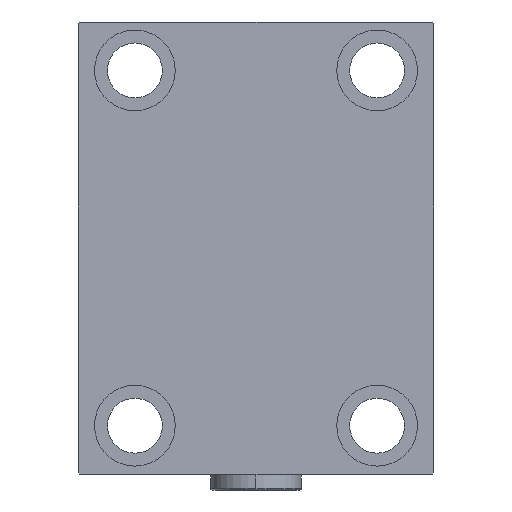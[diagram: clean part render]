
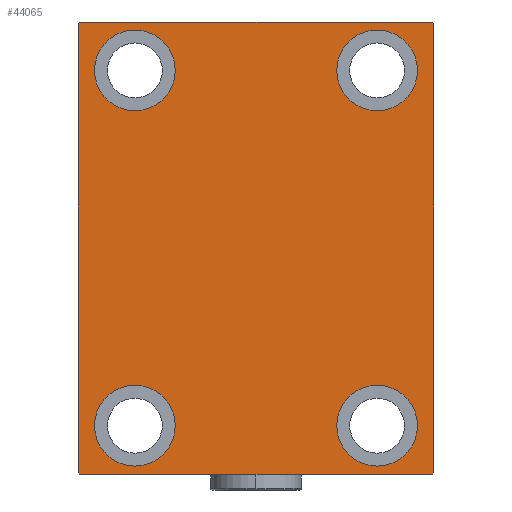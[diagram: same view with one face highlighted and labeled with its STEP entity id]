
A CAD part, left-side view. The second image highlights one B-rep face of the part: STEP entity #44065.
In plain terms, the highlighted face is planar.
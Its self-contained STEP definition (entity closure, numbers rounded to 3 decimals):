
#7 = VERTEX_POINT ( 'NONE', #28741 ) ;
#50 = ORIENTED_EDGE ( 'NONE', *, *, #19953, .T. ) ;
#565 = VECTOR ( 'NONE', #11993, 1000. ) ;
#762 = EDGE_CURVE ( 'NONE', #7, #44436, #22997, .T. ) ;
#1117 = VERTEX_POINT ( 'NONE', #37106 ) ;
#1740 = DIRECTION ( 'NONE',  ( 0., 0., -1. ) ) ;
#1793 = DIRECTION ( 'NONE',  ( 0., 0., 1. ) ) ;
#2434 = FACE_BOUND ( 'NONE', #28998, .T. ) ;
#2869 = VERTEX_POINT ( 'NONE', #28134 ) ;
#2927 = CIRCLE ( 'NONE', #16252, 12.5 ) ;
#3857 = DIRECTION ( 'NONE',  ( 0., 1., 0. ) ) ;
#4633 = EDGE_CURVE ( 'NONE', #21020, #1117, #11077, .T. ) ;
#4647 = EDGE_CURVE ( 'NONE', #1117, #21020, #2927, .T. ) ;
#4692 = VERTEX_POINT ( 'NONE', #11478 ) ;
#4812 = DIRECTION ( 'NONE',  ( 0., 0., 1. ) ) ;
#5019 = DIRECTION ( 'NONE',  ( -1., 0., 0. ) ) ;
#5269 = DIRECTION ( 'NONE',  ( -1., 0., 0. ) ) ;
#5346 = ORIENTED_EDGE ( 'NONE', *, *, #8723, .T. ) ;
#5911 = CARTESIAN_POINT ( 'NONE',  ( 133., 55., 69.5 ) ) ;
#6251 = CARTESIAN_POINT ( 'NONE',  ( 133., -37.5, 42.5 ) ) ;
#6334 = DIRECTION ( 'NONE',  ( -1., 0., 0. ) ) ;
#6639 = DIRECTION ( 'NONE',  ( -1., 0., 0. ) ) ;
#6800 = CARTESIAN_POINT ( 'NONE',  ( 133., 37.5, -42.5 ) ) ;
#7200 = CARTESIAN_POINT ( 'NONE',  ( 133., 55., -69.5 ) ) ;
#7521 = AXIS2_PLACEMENT_3D ( 'NONE', #45097, #28111, #13068 ) ;
#7654 = CARTESIAN_POINT ( 'NONE',  ( 133., -37.5, -67.5 ) ) ;
#7762 = ORIENTED_EDGE ( 'NONE', *, *, #38613, .T. ) ;
#8410 = CARTESIAN_POINT ( 'NONE',  ( 133., -54.5, -70. ) ) ;
#8723 = EDGE_CURVE ( 'NONE', #4692, #45053, #37732, .T. ) ;
#9130 = VECTOR ( 'NONE', #3857, 1000. ) ;
#9211 = CARTESIAN_POINT ( 'NONE',  ( 133., -62.25, 62.25 ) ) ;
#9625 = FACE_OUTER_BOUND ( 'NONE', #10001, .T. ) ;
#10001 = EDGE_LOOP ( 'NONE', ( #26358, #14585, #31887, #45261, #30414, #5346, #21539, #50 ) ) ;
#10415 = CIRCLE ( 'NONE', #40076, 12.5 ) ;
#10511 = AXIS2_PLACEMENT_3D ( 'NONE', #38361, #6334, #27456 ) ;
#10779 = CARTESIAN_POINT ( 'NONE',  ( 133., 37.5, 67.5 ) ) ;
#10908 = DIRECTION ( 'NONE',  ( 0., -1., 0. ) ) ;
#11077 = CIRCLE ( 'NONE', #36253, 12.5 ) ;
#11478 = CARTESIAN_POINT ( 'NONE',  ( 133., 54.5, -70. ) ) ;
#11993 = DIRECTION ( 'NONE',  ( 0., -0.707, 0.707 ) ) ;
#12471 = CARTESIAN_POINT ( 'NONE',  ( 133., 37.5, -67.5 ) ) ;
#13068 = DIRECTION ( 'NONE',  ( 0., 0., 1. ) ) ;
#13189 = EDGE_CURVE ( 'NONE', #22554, #13613, #37992, .T. ) ;
#13382 = VERTEX_POINT ( 'NONE', #5911 ) ;
#13613 = VERTEX_POINT ( 'NONE', #29077 ) ;
#13883 = LINE ( 'NONE', #35016, #35098 ) ;
#14192 = EDGE_CURVE ( 'NONE', #16947, #4692, #17343, .T. ) ;
#14219 = CIRCLE ( 'NONE', #10511, 12.5 ) ;
#14526 = CARTESIAN_POINT ( 'NONE',  ( 133., -55., 70. ) ) ;
#14585 = ORIENTED_EDGE ( 'NONE', *, *, #42118, .T. ) ;
#15464 = LINE ( 'NONE', #29619, #565 ) ;
#15896 = DIRECTION ( 'NONE',  ( 1., 0., 0. ) ) ;
#15914 = DIRECTION ( 'NONE',  ( 0., 0.707, 0.707 ) ) ;
#15930 = LINE ( 'NONE', #9211, #17273 ) ;
#16101 = ORIENTED_EDGE ( 'NONE', *, *, #13189, .T. ) ;
#16252 = AXIS2_PLACEMENT_3D ( 'NONE', #33354, #29639, #18737 ) ;
#16947 = VERTEX_POINT ( 'NONE', #8410 ) ;
#17145 = DIRECTION ( 'NONE',  ( 0., 0.707, -0.707 ) ) ;
#17273 = VECTOR ( 'NONE', #37748, 1000. ) ;
#17343 = LINE ( 'NONE', #45886, #9130 ) ;
#17969 = CARTESIAN_POINT ( 'NONE',  ( 133., 55., -70. ) ) ;
#18520 = ORIENTED_EDGE ( 'NONE', *, *, #35005, .T. ) ;
#18737 = DIRECTION ( 'NONE',  ( 0., 0., 1. ) ) ;
#19193 = DIRECTION ( 'NONE',  ( 0., 0., 1. ) ) ;
#19953 = EDGE_CURVE ( 'NONE', #13382, #7, #15464, .T. ) ;
#19965 = CARTESIAN_POINT ( 'NONE',  ( 133., -55., -69.5 ) ) ;
#20338 = VERTEX_POINT ( 'NONE', #7654 ) ;
#21020 = VERTEX_POINT ( 'NONE', #6251 ) ;
#21539 = ORIENTED_EDGE ( 'NONE', *, *, #22568, .T. ) ;
#22554 = VERTEX_POINT ( 'NONE', #10779 ) ;
#22568 = EDGE_CURVE ( 'NONE', #45053, #13382, #35379, .T. ) ;
#22858 = PLANE ( 'NONE',  #39610 ) ;
#22997 = LINE ( 'NONE', #37162, #45095 ) ;
#23167 = AXIS2_PLACEMENT_3D ( 'NONE', #42627, #6639, #31494 ) ;
#23232 = ORIENTED_EDGE ( 'NONE', *, *, #33517, .T. ) ;
#23819 = ORIENTED_EDGE ( 'NONE', *, *, #4633, .T. ) ;
#24179 = CARTESIAN_POINT ( 'NONE',  ( 133., -54.5, 70. ) ) ;
#25941 = DIRECTION ( 'NONE',  ( -1., 0., 0. ) ) ;
#26264 = ORIENTED_EDGE ( 'NONE', *, *, #45546, .T. ) ;
#26358 = ORIENTED_EDGE ( 'NONE', *, *, #762, .T. ) ;
#26575 = FACE_BOUND ( 'NONE', #29181, .T. ) ;
#26629 = CARTESIAN_POINT ( 'NONE',  ( 133., 37.5, -55. ) ) ;
#27039 = CARTESIAN_POINT ( 'NONE',  ( 133., 0., 0. ) ) ;
#27145 = CARTESIAN_POINT ( 'NONE',  ( 133., -37.5, -55. ) ) ;
#27456 = DIRECTION ( 'NONE',  ( 0., 0., 1. ) ) ;
#28111 = DIRECTION ( 'NONE',  ( -1., 0., 0. ) ) ;
#28134 = CARTESIAN_POINT ( 'NONE',  ( 133., -37.5, -42.5 ) ) ;
#28450 = LINE ( 'NONE', #14526, #33403 ) ;
#28741 = CARTESIAN_POINT ( 'NONE',  ( 133., 54.5, 70. ) ) ;
#28998 = EDGE_LOOP ( 'NONE', ( #39740, #7762 ) ) ;
#29077 = CARTESIAN_POINT ( 'NONE',  ( 133., 37.5, 42.5 ) ) ;
#29181 = EDGE_LOOP ( 'NONE', ( #23819, #37811 ) ) ;
#29619 = CARTESIAN_POINT ( 'NONE',  ( 133., 62.25, 62.25 ) ) ;
#29639 = DIRECTION ( 'NONE',  ( -1., 0., 0. ) ) ;
#30414 = ORIENTED_EDGE ( 'NONE', *, *, #14192, .T. ) ;
#30497 = CIRCLE ( 'NONE', #7521, 12.5 ) ;
#30654 = VERTEX_POINT ( 'NONE', #6800 ) ;
#31064 = EDGE_CURVE ( 'NONE', #20338, #2869, #10415, .T. ) ;
#31162 = EDGE_CURVE ( 'NONE', #40342, #32671, #28450, .T. ) ;
#31337 = EDGE_LOOP ( 'NONE', ( #26264, #18520 ) ) ;
#31494 = DIRECTION ( 'NONE',  ( 0., 0., 1. ) ) ;
#31615 = EDGE_LOOP ( 'NONE', ( #23232, #16101 ) ) ;
#31887 = ORIENTED_EDGE ( 'NONE', *, *, #31162, .T. ) ;
#32015 = AXIS2_PLACEMENT_3D ( 'NONE', #27145, #37371, #33883 ) ;
#32671 = VERTEX_POINT ( 'NONE', #19965 ) ;
#32681 = CARTESIAN_POINT ( 'NONE',  ( 133., -37.5, -55. ) ) ;
#33041 = CARTESIAN_POINT ( 'NONE',  ( 133., -55., 69.5 ) ) ;
#33354 = CARTESIAN_POINT ( 'NONE',  ( 133., -37.5, 55. ) ) ;
#33403 = VECTOR ( 'NONE', #39368, 1000. ) ;
#33517 = EDGE_CURVE ( 'NONE', #13613, #22554, #30497, .T. ) ;
#33712 = AXIS2_PLACEMENT_3D ( 'NONE', #26629, #25941, #1793 ) ;
#33883 = DIRECTION ( 'NONE',  ( 0., 0., 1. ) ) ;
#34964 = CIRCLE ( 'NONE', #32015, 12.5 ) ;
#35005 = EDGE_CURVE ( 'NONE', #30654, #45556, #14219, .T. ) ;
#35016 = CARTESIAN_POINT ( 'NONE',  ( 133., -62.25, -62.25 ) ) ;
#35098 = VECTOR ( 'NONE', #17145, 1000. ) ;
#35379 = LINE ( 'NONE', #17969, #39947 ) ;
#36253 = AXIS2_PLACEMENT_3D ( 'NONE', #36831, #5019, #19193 ) ;
#36831 = CARTESIAN_POINT ( 'NONE',  ( 133., -37.5, 55. ) ) ;
#37106 = CARTESIAN_POINT ( 'NONE',  ( 133., -37.5, 67.5 ) ) ;
#37162 = CARTESIAN_POINT ( 'NONE',  ( 133., 55., 70. ) ) ;
#37278 = CARTESIAN_POINT ( 'NONE',  ( 133., 62.25, -62.25 ) ) ;
#37371 = DIRECTION ( 'NONE',  ( -1., 0., 0. ) ) ;
#37490 = FACE_BOUND ( 'NONE', #31615, .T. ) ;
#37732 = LINE ( 'NONE', #37278, #42330 ) ;
#37748 = DIRECTION ( 'NONE',  ( 0., -0.707, -0.707 ) ) ;
#37811 = ORIENTED_EDGE ( 'NONE', *, *, #4647, .T. ) ;
#37992 = CIRCLE ( 'NONE', #23167, 12.5 ) ;
#38361 = CARTESIAN_POINT ( 'NONE',  ( 133., 37.5, -55. ) ) ;
#38613 = EDGE_CURVE ( 'NONE', #2869, #20338, #34964, .T. ) ;
#39322 = DIRECTION ( 'NONE',  ( 0., 0., 1. ) ) ;
#39368 = DIRECTION ( 'NONE',  ( 0., 0., -1. ) ) ;
#39610 = AXIS2_PLACEMENT_3D ( 'NONE', #27039, #15896, #1740 ) ;
#39740 = ORIENTED_EDGE ( 'NONE', *, *, #31064, .T. ) ;
#39947 = VECTOR ( 'NONE', #39322, 1000. ) ;
#40076 = AXIS2_PLACEMENT_3D ( 'NONE', #32681, #5269, #4812 ) ;
#40342 = VERTEX_POINT ( 'NONE', #33041 ) ;
#42118 = EDGE_CURVE ( 'NONE', #44436, #40342, #15930, .T. ) ;
#42330 = VECTOR ( 'NONE', #15914, 1000. ) ;
#42627 = CARTESIAN_POINT ( 'NONE',  ( 133., 37.5, 55. ) ) ;
#42701 = EDGE_CURVE ( 'NONE', #32671, #16947, #13883, .T. ) ;
#44065 = ADVANCED_FACE ( 'NONE', ( #2434, #26575, #37490, #44228, #9625 ), #22858, .T. ) ;
#44228 = FACE_BOUND ( 'NONE', #31337, .T. ) ;
#44436 = VERTEX_POINT ( 'NONE', #24179 ) ;
#44818 = CIRCLE ( 'NONE', #33712, 12.5 ) ;
#45053 = VERTEX_POINT ( 'NONE', #7200 ) ;
#45095 = VECTOR ( 'NONE', #10908, 1000. ) ;
#45097 = CARTESIAN_POINT ( 'NONE',  ( 133., 37.5, 55. ) ) ;
#45261 = ORIENTED_EDGE ( 'NONE', *, *, #42701, .T. ) ;
#45546 = EDGE_CURVE ( 'NONE', #45556, #30654, #44818, .T. ) ;
#45556 = VERTEX_POINT ( 'NONE', #12471 ) ;
#45886 = CARTESIAN_POINT ( 'NONE',  ( 133., -55., -70. ) ) ;
